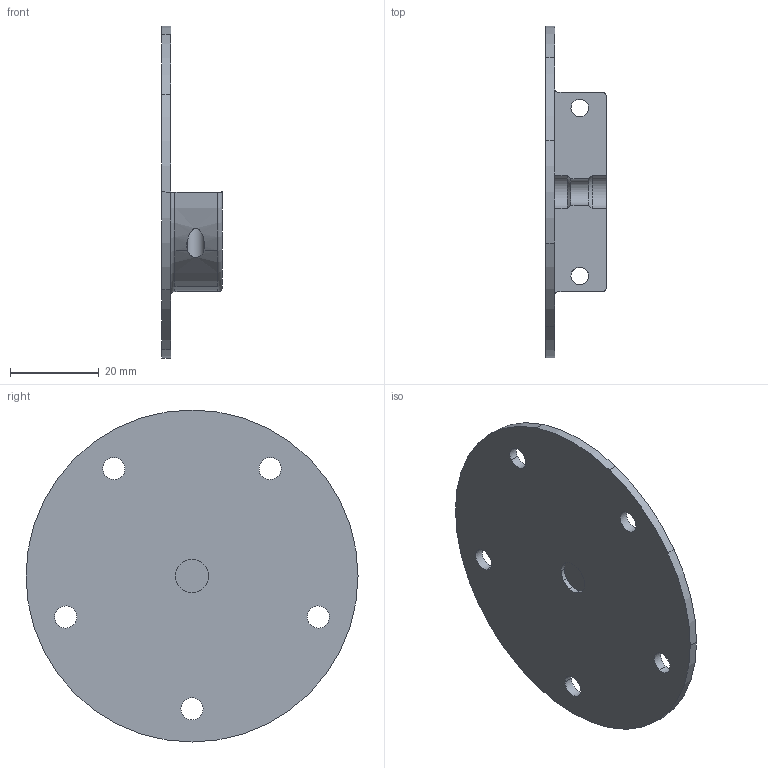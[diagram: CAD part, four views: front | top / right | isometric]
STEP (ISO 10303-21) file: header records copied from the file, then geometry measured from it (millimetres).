
FILE_DESCRIPTION(('CATIA V5 STEP Exchange'),'2;1');
FILE_NAME('Bride int axe arriere inf couronne.stp','2019-03-02T16:39:39+00:00',('none'),('none'),'CATIA Version 5 Release 19 GA (IN-10)','CATIA V5 STEP AP203','none');
FILE_SCHEMA(('CONFIG_CONTROL_DESIGN'));
Length unit declared in the file: millimetre
Products named in the file (1): Bride int axe arriere inf couronne
Bounding box: 13.7 x 75 x 75 mm (x, y, z)
Volume: 17346.3 mm3; surface area: 10878.3 mm2
Topology: 1 solids, 1 shells, 54 faces, 164 edges, 112 vertices
Faces by surface type: cylinder 43, plane 7, cone 2, torus 2
Entity records: 1823 total; most frequent: CARTESIAN_POINT 426, ORIENTED_EDGE 328, DIRECTION 195, EDGE_CURVE 164, AXIS2_PLACEMENT_3D 115, VERTEX_POINT 112, CIRCLE 92, EDGE_LOOP 68
